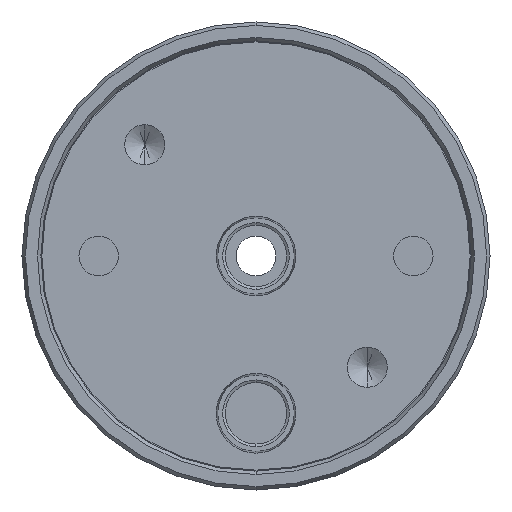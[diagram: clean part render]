
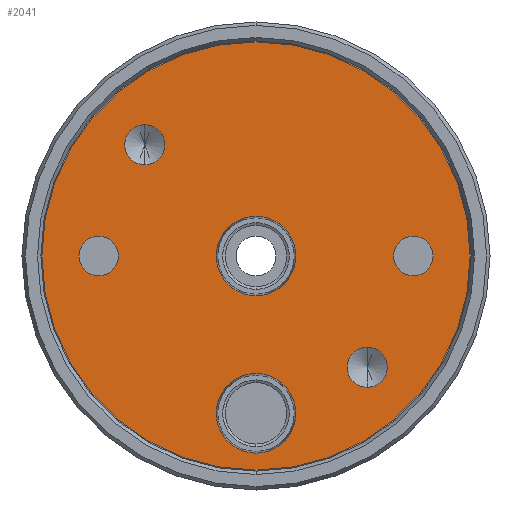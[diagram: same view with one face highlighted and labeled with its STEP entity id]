
A CAD part, front view. The second image highlights one B-rep face of the part: STEP entity #2041.
In plain terms, the highlighted planar face has unit normal (0, -1, 0).
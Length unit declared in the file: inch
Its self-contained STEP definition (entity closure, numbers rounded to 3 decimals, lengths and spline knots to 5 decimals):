
#65 = ORIENTED_EDGE ( 'NONE', *, *, #411, .F. ) ;
#72 = CARTESIAN_POINT ( 'NONE',  ( 0.8, 0., 0. ) ) ;
#93 = FACE_OUTER_BOUND ( 'NONE', #1157, .T. ) ;
#94 = AXIS2_PLACEMENT_3D ( 'NONE', #2814, #3074, #205 ) ;
#108 = FACE_BOUND ( 'NONE', #2188, .T. ) ;
#121 = EDGE_CURVE ( 'NONE', #2274, #2952, #840, .T. ) ;
#161 = EDGE_CURVE ( 'NONE', #3282, #301, #456, .T. ) ;
#205 = DIRECTION ( 'NONE',  ( 0., 0., 1. ) ) ;
#237 = AXIS2_PLACEMENT_3D ( 'NONE', #1586, #2613, #1569 ) ;
#240 = VERTEX_POINT ( 'NONE', #928 ) ;
#250 = CARTESIAN_POINT ( 'NONE',  ( 0.56569, 0., -0.66725 ) ) ;
#269 = CARTESIAN_POINT ( 'NONE',  ( 0.8, 0., -0.1005 ) ) ;
#301 = VERTEX_POINT ( 'NONE', #524 ) ;
#317 = CARTESIAN_POINT ( 'NONE',  ( 0., 0., -0.2025 ) ) ;
#320 = CARTESIAN_POINT ( 'NONE',  ( 0., 0., 0. ) ) ;
#329 = VERTEX_POINT ( 'NONE', #2118 ) ;
#363 = AXIS2_PLACEMENT_3D ( 'NONE', #72, #1069, #2610 ) ;
#384 = DIRECTION ( 'NONE',  ( 0., 0., 1. ) ) ;
#403 = VERTEX_POINT ( 'NONE', #1927 ) ;
#411 = EDGE_CURVE ( 'NONE', #2700, #2813, #2024, .T. ) ;
#419 = AXIS2_PLACEMENT_3D ( 'NONE', #813, #580, #2623 ) ;
#455 = DIRECTION ( 'NONE',  ( 0., 0., 1. ) ) ;
#456 = CIRCLE ( 'NONE', #1715, 0.2025 ) ;
#460 = CARTESIAN_POINT ( 'NONE',  ( 0., 0., 0. ) ) ;
#461 = DIRECTION ( 'NONE',  ( 0., 0., 1. ) ) ;
#484 = DIRECTION ( 'NONE',  ( 0., -1., 0. ) ) ;
#524 = CARTESIAN_POINT ( 'NONE',  ( 0., 0., -1.0025 ) ) ;
#580 = DIRECTION ( 'NONE',  ( 0., -1., 0. ) ) ;
#603 = EDGE_CURVE ( 'NONE', #329, #615, #1861, .T. ) ;
#615 = VERTEX_POINT ( 'NONE', #733 ) ;
#645 = DIRECTION ( 'NONE',  ( 0., 0., 1. ) ) ;
#647 = CARTESIAN_POINT ( 'NONE',  ( 0.8, 0., 0.1005 ) ) ;
#650 = DIRECTION ( 'NONE',  ( 0., 0., -1. ) ) ;
#652 = ORIENTED_EDGE ( 'NONE', *, *, #3102, .F. ) ;
#695 = AXIS2_PLACEMENT_3D ( 'NONE', #320, #2344, #1603 ) ;
#733 = CARTESIAN_POINT ( 'NONE',  ( -0.56569, 0., 0.66725 ) ) ;
#746 = DIRECTION ( 'NONE',  ( 0., 0., 1. ) ) ;
#768 = CARTESIAN_POINT ( 'NONE',  ( -0.56569, 0., 0.56569 ) ) ;
#796 = EDGE_LOOP ( 'NONE', ( #1323, #2636 ) ) ;
#813 = CARTESIAN_POINT ( 'NONE',  ( -0.56569, 0., 0.56569 ) ) ;
#833 = EDGE_CURVE ( 'NONE', #983, #1494, #1863, .T. ) ;
#840 = CIRCLE ( 'NONE', #237, 0.1005 ) ;
#856 = AXIS2_PLACEMENT_3D ( 'NONE', #887, #868, #645 ) ;
#868 = DIRECTION ( 'NONE',  ( 0., -1., 0. ) ) ;
#876 = FACE_BOUND ( 'NONE', #2831, .T. ) ;
#887 = CARTESIAN_POINT ( 'NONE',  ( 0., 0., 0. ) ) ;
#928 = CARTESIAN_POINT ( 'NONE',  ( 0.56569, 0., -0.46412 ) ) ;
#983 = VERTEX_POINT ( 'NONE', #2495 ) ;
#988 = ORIENTED_EDGE ( 'NONE', *, *, #2502, .F. ) ;
#998 = ORIENTED_EDGE ( 'NONE', *, *, #2972, .T. ) ;
#1025 = CARTESIAN_POINT ( 'NONE',  ( -0.8, 0., -0.1005 ) ) ;
#1069 = DIRECTION ( 'NONE',  ( 0., -1., 0. ) ) ;
#1070 = DIRECTION ( 'NONE',  ( 0., 0., 1. ) ) ;
#1132 = PLANE ( 'NONE',  #3138 ) ;
#1150 = CIRCLE ( 'NONE', #1853, 0.10156 ) ;
#1153 = CARTESIAN_POINT ( 'NONE',  ( 0.56569, 0., -0.56569 ) ) ;
#1157 = EDGE_LOOP ( 'NONE', ( #998, #2245 ) ) ;
#1177 = DIRECTION ( 'NONE',  ( 0., -1., 0. ) ) ;
#1206 = ORIENTED_EDGE ( 'NONE', *, *, #121, .F. ) ;
#1238 = EDGE_LOOP ( 'NONE', ( #1206, #1755 ) ) ;
#1306 = ORIENTED_EDGE ( 'NONE', *, *, #161, .F. ) ;
#1322 = AXIS2_PLACEMENT_3D ( 'NONE', #768, #2281, #461 ) ;
#1323 = ORIENTED_EDGE ( 'NONE', *, *, #2054, .F. ) ;
#1332 = DIRECTION ( 'NONE',  ( 0., -1., 0. ) ) ;
#1341 = ORIENTED_EDGE ( 'NONE', *, *, #833, .F. ) ;
#1385 = FACE_BOUND ( 'NONE', #796, .T. ) ;
#1412 = ORIENTED_EDGE ( 'NONE', *, *, #2801, .F. ) ;
#1426 = DIRECTION ( 'NONE',  ( 0., -1., 0. ) ) ;
#1433 = CARTESIAN_POINT ( 'NONE',  ( -0.8, 0., 0. ) ) ;
#1459 = VERTEX_POINT ( 'NONE', #250 ) ;
#1494 = VERTEX_POINT ( 'NONE', #317 ) ;
#1569 = DIRECTION ( 'NONE',  ( 0., 0., 1. ) ) ;
#1586 = CARTESIAN_POINT ( 'NONE',  ( 0.8, 0., 0. ) ) ;
#1603 = DIRECTION ( 'NONE',  ( 0., 0., 1. ) ) ;
#1620 = CIRCLE ( 'NONE', #856, 1.089 ) ;
#1646 = AXIS2_PLACEMENT_3D ( 'NONE', #1651, #2938, #384 ) ;
#1651 = CARTESIAN_POINT ( 'NONE',  ( -0.8, 0., 0. ) ) ;
#1668 = DIRECTION ( 'NONE',  ( 0., 0., 1. ) ) ;
#1714 = CIRCLE ( 'NONE', #2136, 0.10156 ) ;
#1715 = AXIS2_PLACEMENT_3D ( 'NONE', #2574, #1332, #1070 ) ;
#1755 = ORIENTED_EDGE ( 'NONE', *, *, #2211, .F. ) ;
#1780 = ORIENTED_EDGE ( 'NONE', *, *, #2448, .F. ) ;
#1806 = DIRECTION ( 'NONE',  ( 0., 0., 1. ) ) ;
#1830 = CIRCLE ( 'NONE', #419, 0.10157 ) ;
#1833 = CIRCLE ( 'NONE', #363, 0.1005 ) ;
#1853 = AXIS2_PLACEMENT_3D ( 'NONE', #1153, #1426, #1668 ) ;
#1861 = CIRCLE ( 'NONE', #1322, 0.10157 ) ;
#1863 = CIRCLE ( 'NONE', #2238, 0.2025 ) ;
#1927 = CARTESIAN_POINT ( 'NONE',  ( 0., 0., -1.089 ) ) ;
#1950 = CARTESIAN_POINT ( 'NONE',  ( 0.56569, 0., -0.56569 ) ) ;
#1964 = DIRECTION ( 'NONE',  ( 0., -1., 0. ) ) ;
#2024 = CIRCLE ( 'NONE', #1646, 0.1005 ) ;
#2041 = ADVANCED_FACE ( 'NONE', ( #1385, #2660, #2193, #2398, #876, #108, #93 ), #1132, .F. ) ;
#2054 = EDGE_CURVE ( 'NONE', #240, #1459, #1714, .T. ) ;
#2118 = CARTESIAN_POINT ( 'NONE',  ( -0.56569, 0., 0.46412 ) ) ;
#2136 = AXIS2_PLACEMENT_3D ( 'NONE', #1950, #1964, #2509 ) ;
#2188 = EDGE_LOOP ( 'NONE', ( #1306, #1780 ) ) ;
#2193 = FACE_BOUND ( 'NONE', #2482, .T. ) ;
#2195 = EDGE_CURVE ( 'NONE', #403, #2201, #2884, .T. ) ;
#2197 = AXIS2_PLACEMENT_3D ( 'NONE', #2785, #484, #746 ) ;
#2201 = VERTEX_POINT ( 'NONE', #3133 ) ;
#2211 = EDGE_CURVE ( 'NONE', #2952, #2274, #1833, .T. ) ;
#2238 = AXIS2_PLACEMENT_3D ( 'NONE', #2550, #2779, #1806 ) ;
#2245 = ORIENTED_EDGE ( 'NONE', *, *, #2195, .T. ) ;
#2256 = DIRECTION ( 'NONE',  ( 0., 1., 0. ) ) ;
#2274 = VERTEX_POINT ( 'NONE', #647 ) ;
#2281 = DIRECTION ( 'NONE',  ( 0., -1., 0. ) ) ;
#2344 = DIRECTION ( 'NONE',  ( 0., -1., 0. ) ) ;
#2398 = FACE_BOUND ( 'NONE', #1238, .T. ) ;
#2406 = CARTESIAN_POINT ( 'NONE',  ( 0., 0., -0.5975 ) ) ;
#2448 = EDGE_CURVE ( 'NONE', #301, #3282, #2989, .T. ) ;
#2482 = EDGE_LOOP ( 'NONE', ( #65, #652 ) ) ;
#2495 = CARTESIAN_POINT ( 'NONE',  ( 0., 0., 0.2025 ) ) ;
#2502 = EDGE_CURVE ( 'NONE', #615, #329, #1830, .T. ) ;
#2508 = AXIS2_PLACEMENT_3D ( 'NONE', #1433, #1177, #455 ) ;
#2509 = DIRECTION ( 'NONE',  ( 0., 0., 1. ) ) ;
#2550 = CARTESIAN_POINT ( 'NONE',  ( 0., 0., 0. ) ) ;
#2574 = CARTESIAN_POINT ( 'NONE',  ( 0., 0., -0.8 ) ) ;
#2610 = DIRECTION ( 'NONE',  ( 0., 0., 1. ) ) ;
#2613 = DIRECTION ( 'NONE',  ( 0., -1., 0. ) ) ;
#2623 = DIRECTION ( 'NONE',  ( 0., 0., 1. ) ) ;
#2636 = ORIENTED_EDGE ( 'NONE', *, *, #3232, .F. ) ;
#2660 = FACE_BOUND ( 'NONE', #3011, .T. ) ;
#2700 = VERTEX_POINT ( 'NONE', #3187 ) ;
#2779 = DIRECTION ( 'NONE',  ( 0., -1., 0. ) ) ;
#2785 = CARTESIAN_POINT ( 'NONE',  ( 0., 0., 0. ) ) ;
#2801 = EDGE_CURVE ( 'NONE', #1494, #983, #3094, .T. ) ;
#2813 = VERTEX_POINT ( 'NONE', #1025 ) ;
#2814 = CARTESIAN_POINT ( 'NONE',  ( 0., 0., -0.8 ) ) ;
#2831 = EDGE_LOOP ( 'NONE', ( #1341, #1412 ) ) ;
#2884 = CIRCLE ( 'NONE', #695, 1.089 ) ;
#2938 = DIRECTION ( 'NONE',  ( 0., -1., 0. ) ) ;
#2952 = VERTEX_POINT ( 'NONE', #269 ) ;
#2972 = EDGE_CURVE ( 'NONE', #2201, #403, #1620, .T. ) ;
#2989 = CIRCLE ( 'NONE', #94, 0.2025 ) ;
#3011 = EDGE_LOOP ( 'NONE', ( #988, #3156 ) ) ;
#3074 = DIRECTION ( 'NONE',  ( 0., -1., 0. ) ) ;
#3094 = CIRCLE ( 'NONE', #2197, 0.2025 ) ;
#3102 = EDGE_CURVE ( 'NONE', #2813, #2700, #3321, .T. ) ;
#3133 = CARTESIAN_POINT ( 'NONE',  ( 0., 0., 1.089 ) ) ;
#3138 = AXIS2_PLACEMENT_3D ( 'NONE', #460, #2256, #650 ) ;
#3156 = ORIENTED_EDGE ( 'NONE', *, *, #603, .F. ) ;
#3187 = CARTESIAN_POINT ( 'NONE',  ( -0.8, 0., 0.1005 ) ) ;
#3232 = EDGE_CURVE ( 'NONE', #1459, #240, #1150, .T. ) ;
#3282 = VERTEX_POINT ( 'NONE', #2406 ) ;
#3321 = CIRCLE ( 'NONE', #2508, 0.1005 ) ;
